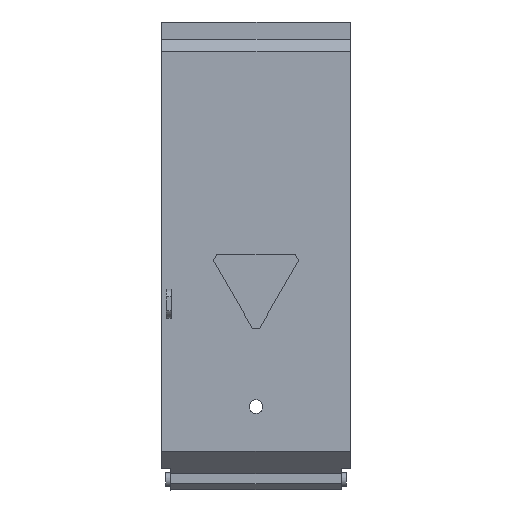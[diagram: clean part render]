
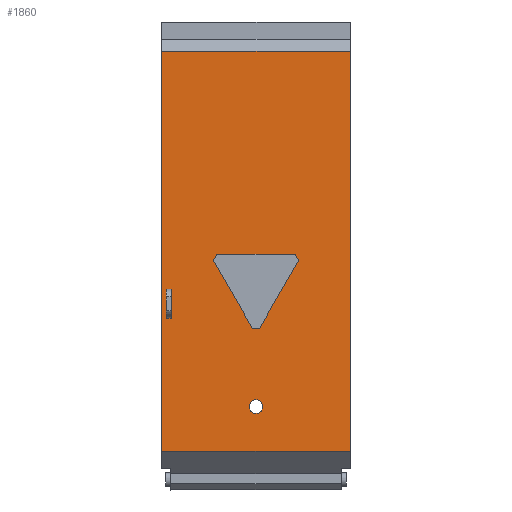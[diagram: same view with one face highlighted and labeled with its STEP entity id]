
A CAD part, top view. The second image highlights one B-rep face of the part: STEP entity #1860.
In plain terms, the highlighted face is planar.
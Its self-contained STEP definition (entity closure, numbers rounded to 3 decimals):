
#480=CARTESIAN_POINT('',(-38.766,-113.345,
29.925));
#490=DIRECTION('',(0.,-1.,0.));
#500=DIRECTION('',(1.,0.,0.));
#510=AXIS2_PLACEMENT_3D('',#480,#490,#500);
#520=PLANE('',#510);
#530=CARTESIAN_POINT('',(0.,-113.345,
-23.275));
#540=DIRECTION('',(-1.,0.,0.));
#550=VECTOR('',#540,1.);
#560=LINE('',#530,#550);
#570=CARTESIAN_POINT('',(39.53,-113.345,
-23.275));
#580=VERTEX_POINT('',#570);
#590=CARTESIAN_POINT('',(-76.126,-113.345,
-23.275));
#600=VERTEX_POINT('',#590);
#610=EDGE_CURVE('',#580,#600,#560,.T.);
#620=ORIENTED_EDGE('',*,*,#610,.F.);
#630=CARTESIAN_POINT('',(-76.126,-113.345,
0.));
#640=DIRECTION('',(0.,0.,-1.));
#650=VECTOR('',#640,1.);
#660=LINE('',#630,#650);
#670=CARTESIAN_POINT('',(-76.126,-113.345,
31.325));
#680=VERTEX_POINT('',#670);
#690=EDGE_CURVE('',#680,#600,#660,.T.);
#700=ORIENTED_EDGE('',*,*,#690,.T.);
#710=CARTESIAN_POINT('',(-25.395,-113.345,
31.325));
#720=DIRECTION('',(-1.,0.,0.));
#730=VECTOR('',#720,1.);
#740=LINE('',#710,#730);
#750=CARTESIAN_POINT('',(39.53,-113.345,
31.325));
#760=VERTEX_POINT('',#750);
#770=EDGE_CURVE('',#760,#680,#740,.T.);
#780=ORIENTED_EDGE('',*,*,#770,.T.);
#790=CARTESIAN_POINT('',(39.53,-113.345,0.));
#800=DIRECTION('',(0.,0.,1.));
#810=VECTOR('',#800,1.);
#820=LINE('',#790,#810);
#830=EDGE_CURVE('',#580,#760,#820,.T.);
#840=ORIENTED_EDGE('',*,*,#830,.T.);
#850=EDGE_LOOP('',(#840,#780,#700,#620));
#860=FACE_OUTER_BOUND('',#850,.T.);
#870=CARTESIAN_POINT('',(-63.216,-113.345,
4.025));
#880=DIRECTION('',(0.,1.,0.));
#890=DIRECTION('',(0.,0.,-1.));
#900=AXIS2_PLACEMENT_3D('',#870,#880,#890);
#910=CIRCLE('',#900,2.);
#920=CARTESIAN_POINT('',(-63.216,-113.345,
6.025));
#930=VERTEX_POINT('',#920);
#940=CARTESIAN_POINT('',(-63.216,-113.345,
2.025));
#950=VERTEX_POINT('',#940);
#960=EDGE_CURVE('',#930,#950,#910,.T.);
#970=ORIENTED_EDGE('',*,*,#960,.T.);
#980=EDGE_CURVE('',#950,#930,#910,.T.);
#990=ORIENTED_EDGE('',*,*,#980,.T.);
#1000=EDGE_LOOP('',(#990,#970));
#1010=FACE_BOUND('',#1000,.T.);
#1020=CARTESIAN_POINT('',(0.,-113.345,3.803));
#1030=DIRECTION('',(0.866,0.,
0.5));
#1040=VECTOR('',#1030,1.);
#1050=LINE('',#1020,#1040);
#1060=CARTESIAN_POINT('',(-20.966,-113.345,
-8.302));
#1070=VERTEX_POINT('',#1060);
#1080=CARTESIAN_POINT('',(-19.166,-113.345,
-7.263));
#1090=VERTEX_POINT('',#1080);
#1100=EDGE_CURVE('',#1070,#1090,#1050,.T.);
#1110=ORIENTED_EDGE('',*,*,#1100,.F.);
#1120=CARTESIAN_POINT('',(-19.166,-113.345,0.));
#1130=DIRECTION('',(0.,0.,1.));
#1140=VECTOR('',#1130,1.);
#1150=LINE('',#1120,#1140);
#1160=CARTESIAN_POINT('',(-19.166,-113.345,
15.313));
#1170=VERTEX_POINT('',#1160);
#1180=EDGE_CURVE('',#1090,#1170,#1150,.T.);
#1190=ORIENTED_EDGE('',*,*,#1180,.F.);
#1200=CARTESIAN_POINT('',(0.,-113.345,4.247));
#1210=DIRECTION('',(-0.866,0.,
0.5));
#1220=VECTOR('',#1210,1.);
#1230=LINE('',#1200,#1220);
#1240=CARTESIAN_POINT('',(-20.966,-113.345,
16.352));
#1250=VERTEX_POINT('',#1240);
#1260=EDGE_CURVE('',#1170,#1250,#1230,.T.);
#1270=ORIENTED_EDGE('',*,*,#1260,.F.);
#1280=CARTESIAN_POINT('',(0.,-113.345,28.457));
#1290=DIRECTION('',(-0.866,0.,
-0.5));
#1300=VECTOR('',#1290,1.);
#1310=LINE('',#1280,#1300);
#1320=CARTESIAN_POINT('',(-40.516,-113.345,
5.064));
#1330=VERTEX_POINT('',#1320);
#1340=EDGE_CURVE('',#1250,#1330,#1310,.T.);
#1350=ORIENTED_EDGE('',*,*,#1340,.F.);
#1360=CARTESIAN_POINT('',(-40.516,-113.345,0.));
#1370=DIRECTION('',(0.,0.,-1.));
#1380=VECTOR('',#1370,1.);
#1390=LINE('',#1360,#1380);
#1400=CARTESIAN_POINT('',(-40.516,-113.345,
2.986));
#1410=VERTEX_POINT('',#1400);
#1420=EDGE_CURVE('',#1330,#1410,#1390,.T.);
#1430=ORIENTED_EDGE('',*,*,#1420,.F.);
#1440=CARTESIAN_POINT('',(0.,-113.345,-20.407));
#1450=DIRECTION('',(0.866,0.,
-0.5));
#1460=VECTOR('',#1450,1.);
#1470=LINE('',#1440,#1460);
#1480=EDGE_CURVE('',#1410,#1070,#1470,.T.);
#1490=ORIENTED_EDGE('',*,*,#1480,.F.);
#1500=EDGE_LOOP('',(#1490,#1430,#1350,#1270,#1190,#1110));
#1510=FACE_BOUND('',#1500,.T.);
#1520=CARTESIAN_POINT('',(-29.266,-113.345,0.));
#1530=DIRECTION('',(0.,0.,-1.));
#1540=VECTOR('',#1530,1.);
#1550=LINE('',#1520,#1540);
#1560=CARTESIAN_POINT('',(-29.266,-113.345,
29.925));
#1570=VERTEX_POINT('',#1560);
#1580=CARTESIAN_POINT('',(-29.266,-113.345,
28.525));
#1590=VERTEX_POINT('',#1580);
#1600=EDGE_CURVE('',#1570,#1590,#1550,.T.);
#1610=ORIENTED_EDGE('',*,*,#1600,.T.);
#1620=CARTESIAN_POINT('',(0.,-113.345,29.925));
#1630=DIRECTION('',(1.,0.,0.));
#1640=VECTOR('',#1630,1.);
#1650=LINE('',#1620,#1640);
#1660=CARTESIAN_POINT('',(-37.666,-113.345,
29.925));
#1670=VERTEX_POINT('',#1660);
#1680=EDGE_CURVE('',#1670,#1570,#1650,.T.);
#1690=ORIENTED_EDGE('',*,*,#1680,.T.);
#1700=CARTESIAN_POINT('',(-37.666,-113.345,0.));
#1710=DIRECTION('',(0.,0.,1.));
#1720=VECTOR('',#1710,1.);
#1730=LINE('',#1700,#1720);
#1740=CARTESIAN_POINT('',(-37.666,-113.345,
28.525));
#1750=VERTEX_POINT('',#1740);
#1760=EDGE_CURVE('',#1750,#1670,#1730,.T.);
#1770=ORIENTED_EDGE('',*,*,#1760,.T.);
#1780=CARTESIAN_POINT('',(0.,-113.345,28.525));
#1790=DIRECTION('',(1.,0.,0.));
#1800=VECTOR('',#1790,1.);
#1810=LINE('',#1780,#1800);
#1820=EDGE_CURVE('',#1750,#1590,#1810,.T.);
#1830=ORIENTED_EDGE('',*,*,#1820,.F.);
#1840=EDGE_LOOP('',(#1830,#1770,#1690,#1610));
#1850=FACE_BOUND('',#1840,.T.);
#1860=ADVANCED_FACE('',(#860,#1010,#1510,#1850),#520,.T.);
